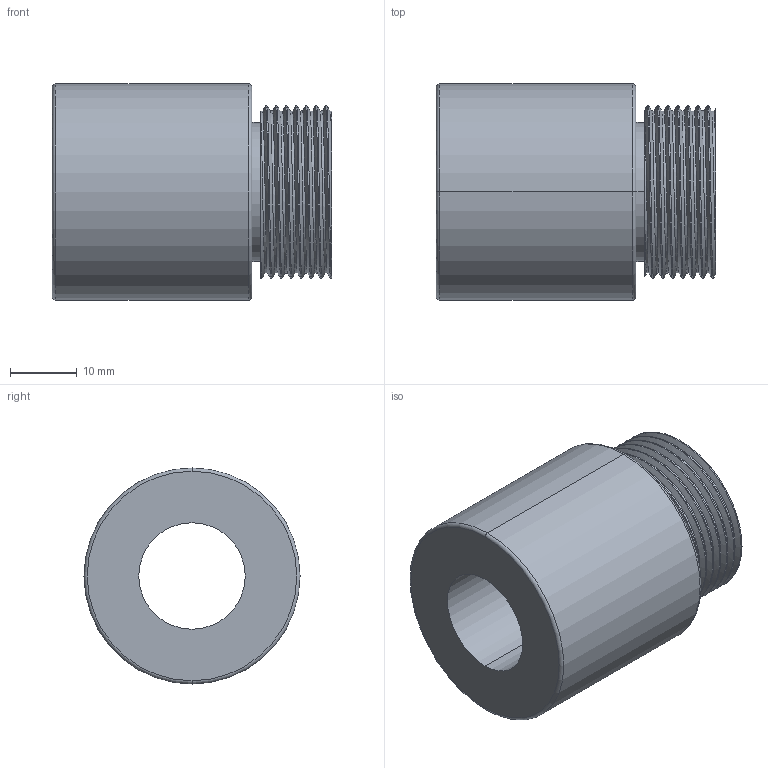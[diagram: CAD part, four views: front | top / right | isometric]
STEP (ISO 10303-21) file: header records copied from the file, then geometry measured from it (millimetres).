
FILE_DESCRIPTION (( 'STEP AP214' ), '1' );
FILE_NAME ('RSKR 1605.step', '2020-09-08T13:44:18', ( '' ), ( '' ), 'SwSTEP 2.0', 'SolidWorks 2020', '' );
FILE_SCHEMA (( 'AUTOMOTIVE_DESIGN' ));
Length unit declared in the file: millimetre
Products named in the file (1): RSKR 1605
Bounding box: 42 x 32.5 x 32.5 mm (x, y, z)
Volume: 22167.2 mm3; surface area: 8147.1 mm2
Topology: 1 solids, 1 shells, 34 faces, 85 edges, 55 vertices
Faces by surface type: cylinder 22, plane 5, torus 4, bspline 3
Entity records: 2653 total; most frequent: CARTESIAN_POINT 1898, ORIENTED_EDGE 170, DIRECTION 134, EDGE_CURVE 85, VERTEX_POINT 55, AXIS2_PLACEMENT_3D 55, EDGE_LOOP 38, ADVANCED_FACE 34
